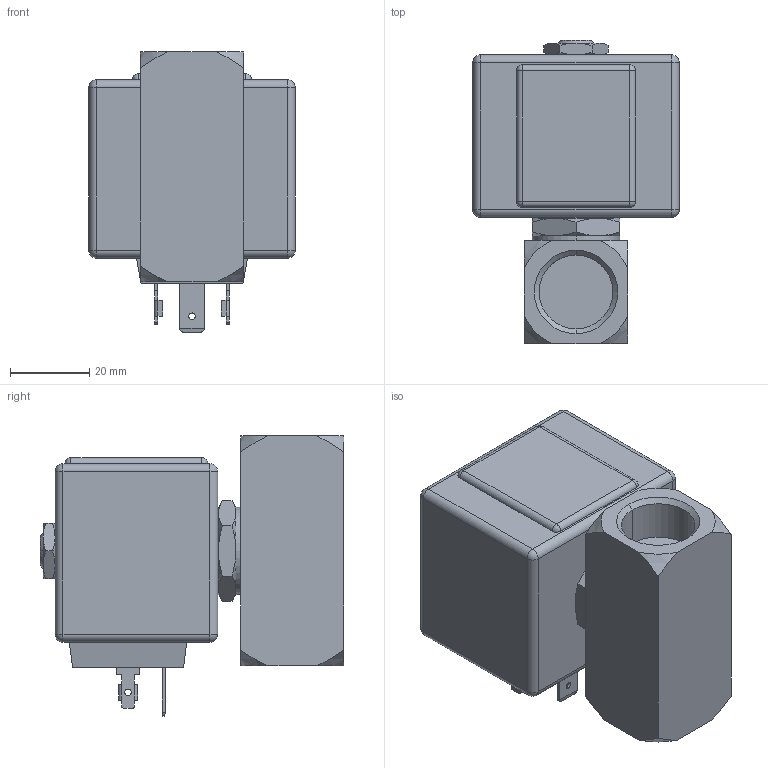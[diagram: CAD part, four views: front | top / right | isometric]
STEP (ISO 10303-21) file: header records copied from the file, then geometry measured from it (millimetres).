
FILE_DESCRIPTION((''),'2;1');
FILE_NAME('21A8KV55_GDH_INGOMBRO','2009-06-22T',('romeri'),('O.D.E.'),'PRO/ENGINEER BY PARAMETRIC TECHNOLOGY CORPORATION, 2005450','PRO/ENGINEER BY PARAMETRIC TECHNOLOGY CORPORATION, 2005450','');
FILE_SCHEMA(('CONFIG_CONTROL_DESIGN'));
Length unit declared in the file: millimetre
Products named in the file (1): 21A8KV55_GDH_INGOMBRO
Bounding box: 52 x 76.55 x 70.65 mm (x, y, z)
Surface area: 48710.7 mm2 (no closed solid volume)
Topology: 0 solids, 13 shells, 417 faces, 1016 edges, 638 vertices
Faces by surface type: plane 191, cylinder 149, cone 53, sphere 20, torus 4
Entity records: 15019 total; most frequent: CARTESIAN_POINT 2409, DIRECTION 2141, ORIENTED_EDGE 2008, EDGE_CURVE 1006, PRESENTATION_STYLE_ASSIGNMENT 837, STYLED_ITEM 837, CURVE_STYLE 826, AXIS2_PLACEMENT_3D 788
